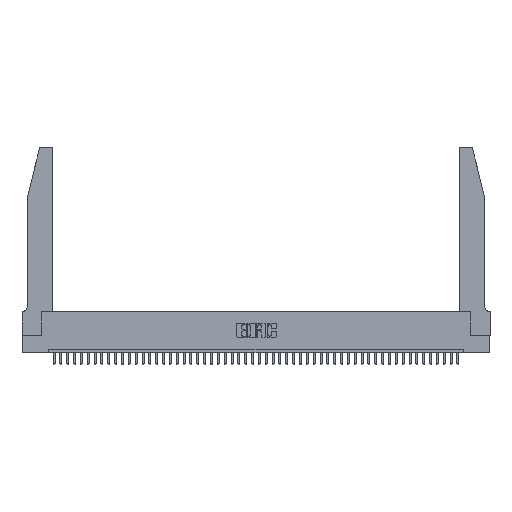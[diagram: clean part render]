
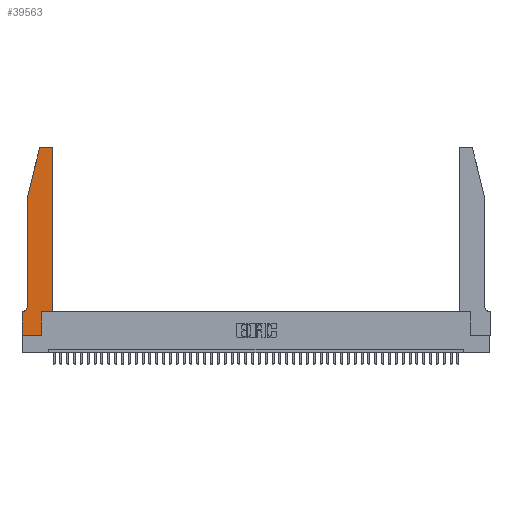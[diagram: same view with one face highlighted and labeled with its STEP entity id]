
A CAD part, top view. The second image highlights one B-rep face of the part: STEP entity #39563.
In plain terms, the highlighted planar face has unit normal (0, 0, 1).
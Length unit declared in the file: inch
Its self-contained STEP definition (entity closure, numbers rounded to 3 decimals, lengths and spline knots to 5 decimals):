
#94 = CARTESIAN_POINT ( 'NONE',  ( 0.4505, 0.35, 0.37 ) ) ;
#148 = LINE ( 'NONE', #11874, #23675 ) ;
#374 = EDGE_CURVE ( 'NONE', #26237, #34534, #16581, .T. ) ;
#515 = VECTOR ( 'NONE', #24390, 39.37008 ) ;
#667 = ORIENTED_EDGE ( 'NONE', *, *, #29901, .T. ) ;
#811 = DIRECTION ( 'NONE',  ( -1., 0., 0. ) ) ;
#1489 = DIRECTION ( 'NONE',  ( -0.239, -0.971, 0. ) ) ;
#2907 = LINE ( 'NONE', #28949, #36223 ) ;
#3125 = VERTEX_POINT ( 'NONE', #14652 ) ;
#3414 = AXIS2_PLACEMENT_3D ( 'NONE', #29034, #47002, #43618 ) ;
#3614 = VECTOR ( 'NONE', #811, 39.37008 ) ;
#4979 = VERTEX_POINT ( 'NONE', #36795 ) ;
#5628 = CARTESIAN_POINT ( 'NONE',  ( 0.284, 2.72, 0.37 ) ) ;
#6277 = DIRECTION ( 'NONE',  ( 1., 0., 0. ) ) ;
#6606 = CARTESIAN_POINT ( 'NONE',  ( 0.2865, 0.35, 0.37 ) ) ;
#6798 = LINE ( 'NONE', #42526, #515 ) ;
#6977 = AXIS2_PLACEMENT_3D ( 'NONE', #5628, #27208, #45339 ) ;
#7419 = CARTESIAN_POINT ( 'NONE',  ( 0.284, 2.75, 0.37 ) ) ;
#9890 = CARTESIAN_POINT ( 'NONE',  ( 0.4505, 2.72, 0.37 ) ) ;
#10051 = VERTEX_POINT ( 'NONE', #7419 ) ;
#11510 = EDGE_CURVE ( 'NONE', #3125, #26237, #27738, .T. ) ;
#11762 = DIRECTION ( 'NONE',  ( -1., 0., 0. ) ) ;
#11874 = CARTESIAN_POINT ( 'NONE',  ( 0.2865, 0.35, 0.37 ) ) ;
#12316 = EDGE_CURVE ( 'NONE', #26867, #12681, #2907, .T. ) ;
#12642 = CARTESIAN_POINT ( 'NONE',  ( 0.4205, 2.72, 0.37 ) ) ;
#12681 = VERTEX_POINT ( 'NONE', #12845 ) ;
#12845 = CARTESIAN_POINT ( 'NONE',  ( 0.4505, 0.35, 0.37 ) ) ;
#12869 = CIRCLE ( 'NONE', #22799, 0.07 ) ;
#13009 = CARTESIAN_POINT ( 'NONE',  ( 0.0755, 0.42, 0.37 ) ) ;
#13542 = EDGE_CURVE ( 'NONE', #27911, #39996, #31955, .T. ) ;
#13802 = CARTESIAN_POINT ( 'NONE',  ( 0.0055, 0.35, 0.37 ) ) ;
#14432 = ORIENTED_EDGE ( 'NONE', *, *, #40705, .T. ) ;
#14606 = ORIENTED_EDGE ( 'NONE', *, *, #43533, .T. ) ;
#14652 = CARTESIAN_POINT ( 'NONE',  ( 0., 0.35, 0.37 ) ) ;
#15672 = AXIS2_PLACEMENT_3D ( 'NONE', #12642, #42033, #20039 ) ;
#16083 = DIRECTION ( 'NONE',  ( 1., 0., 0. ) ) ;
#16268 = LINE ( 'NONE', #36626, #3614 ) ;
#16581 = LINE ( 'NONE', #41927, #46430 ) ;
#16667 = CARTESIAN_POINT ( 'NONE',  ( 0., 0., 0.37 ) ) ;
#16743 = CARTESIAN_POINT ( 'NONE',  ( 0.0755, 2., 0.37 ) ) ;
#18015 = CIRCLE ( 'NONE', #6977, 0.03 ) ;
#19487 = DIRECTION ( 'NONE',  ( 0., 0., -1. ) ) ;
#20039 = DIRECTION ( 'NONE',  ( 1., 0., 0. ) ) ;
#20176 = DIRECTION ( 'NONE',  ( 0., -1., 0. ) ) ;
#20894 = LINE ( 'NONE', #16743, #41027 ) ;
#21121 = VERTEX_POINT ( 'NONE', #13802 ) ;
#21140 = VECTOR ( 'NONE', #43916, 39.37008 ) ;
#22799 = AXIS2_PLACEMENT_3D ( 'NONE', #26892, #19487, #11762 ) ;
#22843 = ORIENTED_EDGE ( 'NONE', *, *, #11510, .T. ) ;
#23442 = ORIENTED_EDGE ( 'NONE', *, *, #374, .T. ) ;
#23675 = VECTOR ( 'NONE', #37583, 39.37008 ) ;
#23987 = EDGE_CURVE ( 'NONE', #10051, #4979, #18015, .T. ) ;
#24390 = DIRECTION ( 'NONE',  ( -1., 0., 0. ) ) ;
#24581 = EDGE_CURVE ( 'NONE', #34534, #26867, #148, .T. ) ;
#25151 = VECTOR ( 'NONE', #45779, 39.37008 ) ;
#25173 = LINE ( 'NONE', #94, #21140 ) ;
#25475 = EDGE_LOOP ( 'NONE', ( #667, #34447, #41931, #46170, #14606, #14432, #22843, #23442, #39023, #42785, #36189, #46381 ) ) ;
#26049 = VERTEX_POINT ( 'NONE', #31714 ) ;
#26237 = VERTEX_POINT ( 'NONE', #29490 ) ;
#26867 = VERTEX_POINT ( 'NONE', #6606 ) ;
#26892 = CARTESIAN_POINT ( 'NONE',  ( 0.0055, 0.42, 0.37 ) ) ;
#27208 = DIRECTION ( 'NONE',  ( 0., 0., 1. ) ) ;
#27272 = EDGE_CURVE ( 'NONE', #26049, #30028, #44689, .T. ) ;
#27338 = CARTESIAN_POINT ( 'NONE',  ( 0.0755, 2., 0.37 ) ) ;
#27738 = LINE ( 'NONE', #16667, #47239 ) ;
#27911 = VERTEX_POINT ( 'NONE', #9890 ) ;
#28949 = CARTESIAN_POINT ( 'NONE',  ( 0.4505, 0.35, 0.37 ) ) ;
#29034 = CARTESIAN_POINT ( 'NONE',  ( 0., 0.35, 0.37 ) ) ;
#29490 = CARTESIAN_POINT ( 'NONE',  ( 0., 0., 0.37 ) ) ;
#29901 = EDGE_CURVE ( 'NONE', #39996, #10051, #16268, .T. ) ;
#30028 = VERTEX_POINT ( 'NONE', #13009 ) ;
#31378 = CARTESIAN_POINT ( 'NONE',  ( 0.4205, 2.75, 0.37 ) ) ;
#31714 = CARTESIAN_POINT ( 'NONE',  ( 0.0755, 2., 0.37 ) ) ;
#31955 = CIRCLE ( 'NONE', #15672, 0.03 ) ;
#34447 = ORIENTED_EDGE ( 'NONE', *, *, #23987, .T. ) ;
#34534 = VERTEX_POINT ( 'NONE', #39436 ) ;
#34729 = EDGE_CURVE ( 'NONE', #12681, #27911, #25173, .T. ) ;
#36189 = ORIENTED_EDGE ( 'NONE', *, *, #34729, .T. ) ;
#36223 = VECTOR ( 'NONE', #6277, 39.37008 ) ;
#36626 = CARTESIAN_POINT ( 'NONE',  ( 0.2605, 2.75, 0.37 ) ) ;
#36795 = CARTESIAN_POINT ( 'NONE',  ( 0.25487, 2.72718, 0.37 ) ) ;
#37583 = DIRECTION ( 'NONE',  ( 0., 1., 0. ) ) ;
#39023 = ORIENTED_EDGE ( 'NONE', *, *, #24581, .T. ) ;
#39436 = CARTESIAN_POINT ( 'NONE',  ( 0.2865, 0., 0.37 ) ) ;
#39563 = ADVANCED_FACE ( 'NONE', ( #39658 ), #43308, .T. ) ;
#39658 = FACE_OUTER_BOUND ( 'NONE', #25475, .T. ) ;
#39996 = VERTEX_POINT ( 'NONE', #31378 ) ;
#40705 = EDGE_CURVE ( 'NONE', #21121, #3125, #6798, .T. ) ;
#41027 = VECTOR ( 'NONE', #1489, 39.37008 ) ;
#41927 = CARTESIAN_POINT ( 'NONE',  ( 0., 0., 0.37 ) ) ;
#41931 = ORIENTED_EDGE ( 'NONE', *, *, #43591, .T. ) ;
#42033 = DIRECTION ( 'NONE',  ( 0., 0., 1. ) ) ;
#42526 = CARTESIAN_POINT ( 'NONE',  ( 0.0755, 0.35, 0.37 ) ) ;
#42785 = ORIENTED_EDGE ( 'NONE', *, *, #12316, .T. ) ;
#43308 = PLANE ( 'NONE',  #3414 ) ;
#43533 = EDGE_CURVE ( 'NONE', #30028, #21121, #12869, .T. ) ;
#43591 = EDGE_CURVE ( 'NONE', #4979, #26049, #20894, .T. ) ;
#43618 = DIRECTION ( 'NONE',  ( 1., 0., 0. ) ) ;
#43916 = DIRECTION ( 'NONE',  ( 0., 1., 0. ) ) ;
#44689 = LINE ( 'NONE', #27338, #25151 ) ;
#45339 = DIRECTION ( 'NONE',  ( 1., 0., 0. ) ) ;
#45779 = DIRECTION ( 'NONE',  ( 0., -1., 0. ) ) ;
#46170 = ORIENTED_EDGE ( 'NONE', *, *, #27272, .T. ) ;
#46381 = ORIENTED_EDGE ( 'NONE', *, *, #13542, .T. ) ;
#46430 = VECTOR ( 'NONE', #16083, 39.37008 ) ;
#47002 = DIRECTION ( 'NONE',  ( 0., 0., 1. ) ) ;
#47239 = VECTOR ( 'NONE', #20176, 39.37008 ) ;
